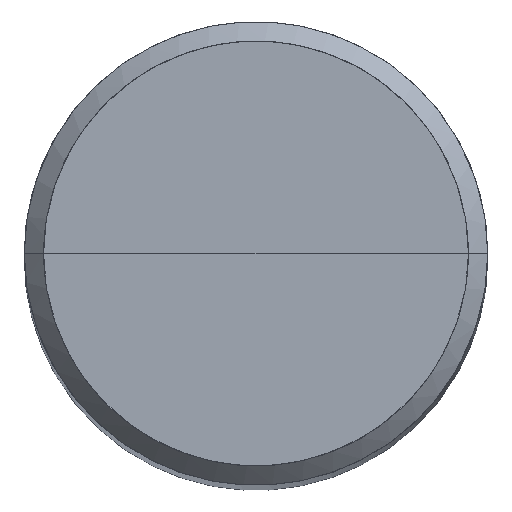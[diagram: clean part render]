
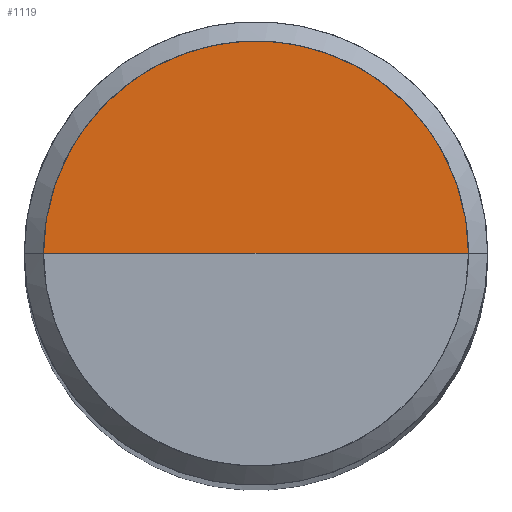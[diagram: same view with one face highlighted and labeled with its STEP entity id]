
A CAD part, top view. The second image highlights one B-rep face of the part: STEP entity #1119.
In plain terms, the highlighted free-form (B-spline) face has degree [1, 2] with [2, 5] control points.
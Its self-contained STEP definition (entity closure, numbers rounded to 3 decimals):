
#853=CARTESIAN_POINT('',(2.75,0.0,44.0));
#854=CARTESIAN_POINT('',(2.75,2.75,44.0));
#855=CARTESIAN_POINT('',(0.0,2.75,44.0));
#856=CARTESIAN_POINT('',(-2.75,2.75,44.0));
#857=CARTESIAN_POINT('',(-2.75,0.0,44.0));
#858=CARTESIAN_POINT('',(0.0,0.0,44.0));
#1104=(
BOUNDED_SURFACE()
B_SPLINE_SURFACE(1,2,(
(#853,#854,#855,#856,#857),
(#858,#858,#858,#858,#858)
), .UNSPECIFIED.,.F.,.F.,.F.)
B_SPLINE_SURFACE_WITH_KNOTS((2,2),(3,2,3),(
0.0,1.0),(
0.0,0.5,1.0), .UNSPECIFIED.)
GEOMETRIC_REPRESENTATION_ITEM()
RATIONAL_B_SPLINE_SURFACE(((1.0,0.707,1.0,0.707,1.0),
(1.0,0.707,1.0,0.707,1.0)
))
REPRESENTATION_ITEM('')
SURFACE()
);
#1105=(
BOUNDED_CURVE()
B_SPLINE_CURVE(2,(#857,#856,#855,#854,#853),.UNSPECIFIED.,.F.,.F.)
B_SPLINE_CURVE_WITH_KNOTS((3,2,3),
(0.0,0.5,1.0),.UNSPECIFIED.)
CURVE()
GEOMETRIC_REPRESENTATION_ITEM()
RATIONAL_B_SPLINE_CURVE((1.0,0.707,1.0,0.707,1.0))
REPRESENTATION_ITEM('')
);
#1106=(
BOUNDED_CURVE()
B_SPLINE_CURVE(1,(#853,#858),.UNSPECIFIED.,.F.,.F.)
B_SPLINE_CURVE_WITH_KNOTS((2,2),
(0.0,1.0),.UNSPECIFIED.)
CURVE()
GEOMETRIC_REPRESENTATION_ITEM()
RATIONAL_B_SPLINE_CURVE((1.0,1.0))
REPRESENTATION_ITEM('')
);
#1107=(
BOUNDED_CURVE()
B_SPLINE_CURVE(1,(#858,#857),.UNSPECIFIED.,.F.,.F.)
B_SPLINE_CURVE_WITH_KNOTS((2,2),
(0.0,1.0),.UNSPECIFIED.)
CURVE()
GEOMETRIC_REPRESENTATION_ITEM()
RATIONAL_B_SPLINE_CURVE((1.0,1.0))
REPRESENTATION_ITEM('')
);
#1108=VERTEX_POINT('',#853);
#1109=VERTEX_POINT('',#857);
#1110=VERTEX_POINT('',#858);
#1111=EDGE_CURVE('',#1109,#1108,#1105,.T.);
#1112=EDGE_CURVE('',#1108,#1110,#1106,.T.);
#1113=EDGE_CURVE('',#1110,#1109,#1107,.T.);
#1114=ORIENTED_EDGE('',*,*,#1111,.T.);
#1115=ORIENTED_EDGE('',*,*,#1112,.T.);
#1116=ORIENTED_EDGE('',*,*,#1113,.T.);
#1117=EDGE_LOOP('',(#1114,#1115,#1116));
#1118=FACE_OUTER_BOUND('',#1117,.T.);
#1119=ADVANCED_FACE('',(#1118),#1104,.T.);
